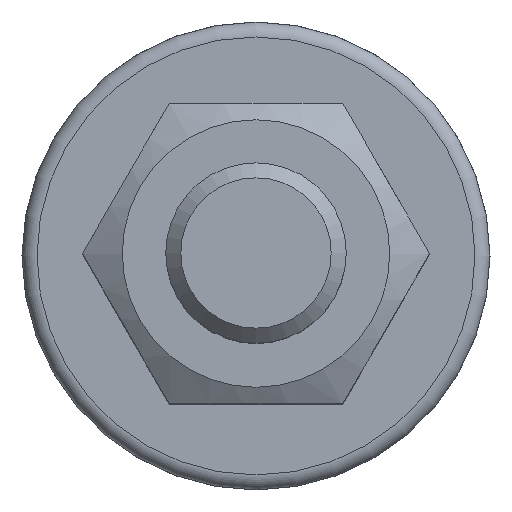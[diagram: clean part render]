
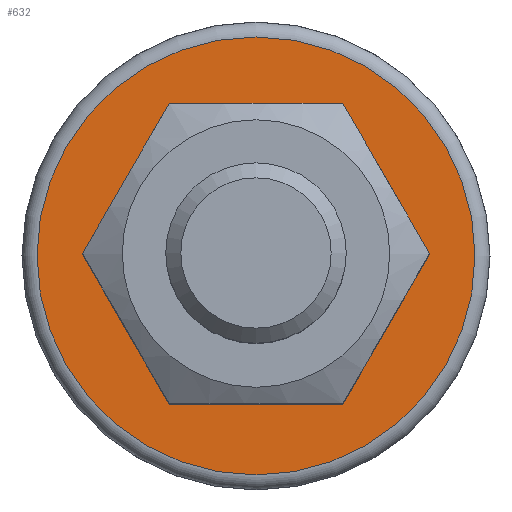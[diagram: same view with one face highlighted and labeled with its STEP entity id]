
A CAD part, top view. The second image highlights one B-rep face of the part: STEP entity #632.
In plain terms, the highlighted face is planar.
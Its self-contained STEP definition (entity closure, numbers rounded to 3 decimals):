
#52=FACE_BOUND('',#160,.T.);
#80=PLANE('',#837);
#119=FACE_OUTER_BOUND('',#159,.T.);
#159=EDGE_LOOP('',(#530,#531));
#160=EDGE_LOOP('',(#532));
#253=CIRCLE('',#819,4.9);
#264=CIRCLE('',#834,7.284);
#265=CIRCLE('',#835,7.284);
#305=VERTEX_POINT('',#1183);
#315=VERTEX_POINT('',#1210);
#316=VERTEX_POINT('',#1211);
#377=EDGE_CURVE('',#305,#305,#253,.T.);
#390=EDGE_CURVE('',#315,#316,#264,.T.);
#391=EDGE_CURVE('',#316,#315,#265,.T.);
#530=ORIENTED_EDGE('',*,*,#390,.T.);
#531=ORIENTED_EDGE('',*,*,#391,.T.);
#532=ORIENTED_EDGE('',*,*,#377,.T.);
#632=ADVANCED_FACE('',(#119,#52),#80,.T.);
#819=AXIS2_PLACEMENT_3D('',#1184,#981,#982);
#834=AXIS2_PLACEMENT_3D('',#1212,#1013,#1014);
#835=AXIS2_PLACEMENT_3D('',#1213,#1015,#1016);
#837=AXIS2_PLACEMENT_3D('',#1215,#1019,#1020);
#981=DIRECTION('center_axis',(0.,-1.,0.));
#982=DIRECTION('ref_axis',(-1.,0.,0.));
#1013=DIRECTION('center_axis',(0.,1.,0.));
#1014=DIRECTION('ref_axis',(1.,0.,0.));
#1015=DIRECTION('center_axis',(0.,1.,0.));
#1016=DIRECTION('ref_axis',(1.,0.,0.));
#1019=DIRECTION('center_axis',(0.,1.,0.));
#1020=DIRECTION('ref_axis',(0.,0.,1.));
#1183=CARTESIAN_POINT('',(4.9,13.3,0.));
#1184=CARTESIAN_POINT('Origin',(0.,13.3,0.));
#1210=CARTESIAN_POINT('',(-7.284,13.3,0.));
#1211=CARTESIAN_POINT('',(0.,13.3,-7.284));
#1212=CARTESIAN_POINT('Origin',(0.,13.3,0.));
#1213=CARTESIAN_POINT('Origin',(0.,13.3,0.));
#1215=CARTESIAN_POINT('Origin',(0.,13.3,0.));
